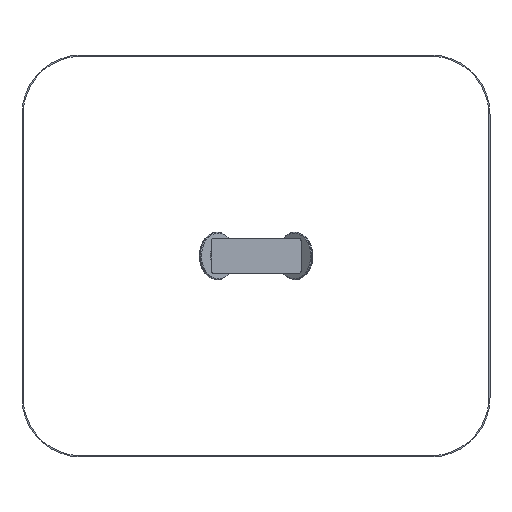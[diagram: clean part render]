
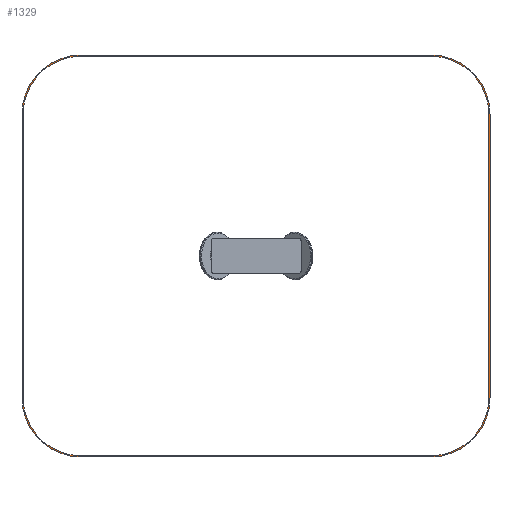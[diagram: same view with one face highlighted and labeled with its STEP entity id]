
A CAD part, front view. The second image highlights one B-rep face of the part: STEP entity #1329.
In plain terms, the highlighted planar face has unit normal (0, -1, 0).
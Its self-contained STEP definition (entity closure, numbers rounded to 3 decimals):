
#1329=ADVANCED_FACE('',(#2431,#2433),#2435,.T.);
#2431=FACE_BOUND('',#2432,.T.);
#2432=EDGE_LOOP('',(#3441,#3442,#3443,#3444,#3445,#3446,#3447,#3448));
#2433=FACE_BOUND('',#2434,.T.);
#2434=EDGE_LOOP('',(#3449,#3450,#3451,#3452,#3453,#3454,#3455,#3456));
#2435=PLANE('',#2436);
#2436=AXIS2_PLACEMENT_3D('',#2437,#2438,#2439);
#2437=CARTESIAN_POINT('',(0.,-10.,0.));
#2438=DIRECTION('',(0.,-1.,0.));
#2439=DIRECTION('',(1.,0.,0.));
#3441=ORIENTED_EDGE('',*,*,#3725,.T.);
#3442=ORIENTED_EDGE('',*,*,#3729,.T.);
#3443=ORIENTED_EDGE('',*,*,#3732,.T.);
#3444=ORIENTED_EDGE('',*,*,#3735,.T.);
#3445=ORIENTED_EDGE('',*,*,#3738,.T.);
#3446=ORIENTED_EDGE('',*,*,#3741,.T.);
#3447=ORIENTED_EDGE('',*,*,#3744,.T.);
#3448=ORIENTED_EDGE('',*,*,#3746,.T.);
#3449=ORIENTED_EDGE('',*,*,#3749,.T.);
#3450=ORIENTED_EDGE('',*,*,#3753,.T.);
#3451=ORIENTED_EDGE('',*,*,#3756,.T.);
#3452=ORIENTED_EDGE('',*,*,#3759,.T.);
#3453=ORIENTED_EDGE('',*,*,#3762,.T.);
#3454=ORIENTED_EDGE('',*,*,#3765,.T.);
#3455=ORIENTED_EDGE('',*,*,#3768,.T.);
#3456=ORIENTED_EDGE('',*,*,#3770,.T.);
#3725=EDGE_CURVE('',#3901,#3899,#3902,.T.);
#3729=EDGE_CURVE('',#3899,#3906,#3908,.T.);
#3732=EDGE_CURVE('',#3906,#3911,#3913,.T.);
#3735=EDGE_CURVE('',#3911,#3916,#3918,.T.);
#3738=EDGE_CURVE('',#3916,#3921,#3923,.T.);
#3741=EDGE_CURVE('',#3921,#3926,#3928,.T.);
#3744=EDGE_CURVE('',#3926,#3931,#3933,.T.);
#3746=EDGE_CURVE('',#3931,#3901,#3935,.T.);
#3749=EDGE_CURVE('',#3941,#3939,#3942,.T.);
#3753=EDGE_CURVE('',#3939,#3946,#3948,.T.);
#3756=EDGE_CURVE('',#3946,#3951,#3953,.T.);
#3759=EDGE_CURVE('',#3951,#3956,#3958,.T.);
#3762=EDGE_CURVE('',#3956,#3961,#3963,.T.);
#3765=EDGE_CURVE('',#3961,#3966,#3968,.T.);
#3768=EDGE_CURVE('',#3966,#3971,#3973,.T.);
#3770=EDGE_CURVE('',#3971,#3941,#3975,.T.);
#3899=VERTEX_POINT('',#4220);
#3901=VERTEX_POINT('',#4224);
#3902=CIRCLE('',#4225,500.);
#3906=VERTEX_POINT('',#4236);
#3908=LINE('',#4240,#4241);
#3911=VERTEX_POINT('',#4248);
#3913=CIRCLE('',#4252,500.);
#3916=VERTEX_POINT('',#4260);
#3918=LINE('',#4264,#4265);
#3921=VERTEX_POINT('',#4272);
#3923=CIRCLE('',#4276,500.);
#3926=VERTEX_POINT('',#4284);
#3928=LINE('',#4288,#4289);
#3931=VERTEX_POINT('',#4296);
#3933=CIRCLE('',#4300,500.);
#3935=LINE('',#4307,#4308);
#3939=VERTEX_POINT('',#4315);
#3941=VERTEX_POINT('',#4319);
#3942=LINE('',#4320,#4321);
#3946=VERTEX_POINT('',#4331);
#3948=CIRCLE('',#4335,490.);
#3951=VERTEX_POINT('',#4343);
#3953=LINE('',#4347,#4348);
#3956=VERTEX_POINT('',#4355);
#3958=CIRCLE('',#4359,490.);
#3961=VERTEX_POINT('',#4367);
#3963=LINE('',#4371,#4372);
#3966=VERTEX_POINT('',#4379);
#3968=CIRCLE('',#4383,490.);
#3971=VERTEX_POINT('',#4391);
#3973=LINE('',#4395,#4396);
#3975=CIRCLE('',#4402,490.);
#4220=CARTESIAN_POINT('',(2351.08,-10.,-1350.));
#4224=CARTESIAN_POINT('',(1851.08,-10.,-1850.));
#4225=AXIS2_PLACEMENT_3D('',#4226,#4227,#4228);
#4226=CARTESIAN_POINT('',(1851.08,-10.,-1350.));
#4227=DIRECTION('',(0.,-1.,0.));
#4228=DIRECTION('',(0.,0.,-1.));
#4236=CARTESIAN_POINT('',(2351.08,-10.,1049.703));
#4240=CARTESIAN_POINT('',(2351.08,-10.,-1350.));
#4241=VECTOR('',#4242,1.);
#4242=DIRECTION('',(0.,0.,1.));
#4248=CARTESIAN_POINT('',(1851.08,-10.,1549.703));
#4252=AXIS2_PLACEMENT_3D('',#4253,#4254,#4255);
#4253=CARTESIAN_POINT('',(1851.08,-10.,1049.703));
#4254=DIRECTION('',(0.,-1.,0.));
#4255=DIRECTION('',(1.,0.,0.));
#4260=CARTESIAN_POINT('',(-1107.995,-10.,1549.703));
#4264=CARTESIAN_POINT('',(1851.08,-10.,1549.703));
#4265=VECTOR('',#4266,1.);
#4266=DIRECTION('',(-1.,0.,0.));
#4272=CARTESIAN_POINT('',(-1607.995,-10.,1049.703));
#4276=AXIS2_PLACEMENT_3D('',#4277,#4278,#4279);
#4277=CARTESIAN_POINT('',(-1107.995,-10.,1049.703));
#4278=DIRECTION('',(0.,-1.,0.));
#4279=DIRECTION('',(0.,0.,1.));
#4284=CARTESIAN_POINT('',(-1607.995,-10.,-1350.));
#4288=CARTESIAN_POINT('',(-1607.995,-10.,1049.703));
#4289=VECTOR('',#4290,1.);
#4290=DIRECTION('',(0.,0.,-1.));
#4296=CARTESIAN_POINT('',(-1107.995,-10.,-1850.));
#4300=AXIS2_PLACEMENT_3D('',#4301,#4302,#4303);
#4301=CARTESIAN_POINT('',(-1107.995,-10.,-1350.));
#4302=DIRECTION('',(0.,-1.,0.));
#4303=DIRECTION('',(-1.,0.,0.));
#4307=CARTESIAN_POINT('',(-1107.995,-10.,-1850.));
#4308=VECTOR('',#4309,1.);
#4309=DIRECTION('',(1.,0.,0.));
#4315=CARTESIAN_POINT('',(-1107.995,-10.,-1840.));
#4319=CARTESIAN_POINT('',(1851.08,-10.,-1840.));
#4320=CARTESIAN_POINT('',(1851.08,-10.,-1840.));
#4321=VECTOR('',#4322,1.);
#4322=DIRECTION('',(-1.,0.,0.));
#4331=CARTESIAN_POINT('',(-1597.995,-10.,-1350.));
#4335=AXIS2_PLACEMENT_3D('',#4336,#4337,#4338);
#4336=CARTESIAN_POINT('',(-1107.995,-10.,-1350.));
#4337=DIRECTION('',(0.,1.,0.));
#4338=DIRECTION('',(0.,0.,-1.));
#4343=CARTESIAN_POINT('',(-1597.995,-10.,1049.703));
#4347=CARTESIAN_POINT('',(-1597.995,-10.,-1350.));
#4348=VECTOR('',#4349,1.);
#4349=DIRECTION('',(0.,0.,1.));
#4355=CARTESIAN_POINT('',(-1107.995,-10.,1539.703));
#4359=AXIS2_PLACEMENT_3D('',#4360,#4361,#4362);
#4360=CARTESIAN_POINT('',(-1107.995,-10.,1049.703));
#4361=DIRECTION('',(0.,1.,0.));
#4362=DIRECTION('',(-1.,0.,0.));
#4367=CARTESIAN_POINT('',(1851.08,-10.,1539.703));
#4371=CARTESIAN_POINT('',(-1107.995,-10.,1539.703));
#4372=VECTOR('',#4373,1.);
#4373=DIRECTION('',(1.,0.,0.));
#4379=CARTESIAN_POINT('',(2341.08,-10.,1049.703));
#4383=AXIS2_PLACEMENT_3D('',#4384,#4385,#4386);
#4384=CARTESIAN_POINT('',(1851.08,-10.,1049.703));
#4385=DIRECTION('',(0.,1.,0.));
#4386=DIRECTION('',(0.,0.,1.));
#4391=CARTESIAN_POINT('',(2341.08,-10.,-1350.));
#4395=CARTESIAN_POINT('',(2341.08,-10.,1049.703));
#4396=VECTOR('',#4397,1.);
#4397=DIRECTION('',(0.,0.,-1.));
#4402=AXIS2_PLACEMENT_3D('',#4403,#4404,#4405);
#4403=CARTESIAN_POINT('',(1851.08,-10.,-1350.));
#4404=DIRECTION('',(0.,1.,0.));
#4405=DIRECTION('',(1.,0.,0.));
